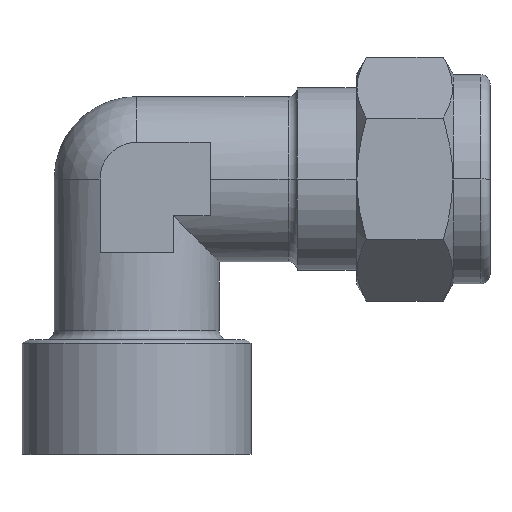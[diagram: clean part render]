
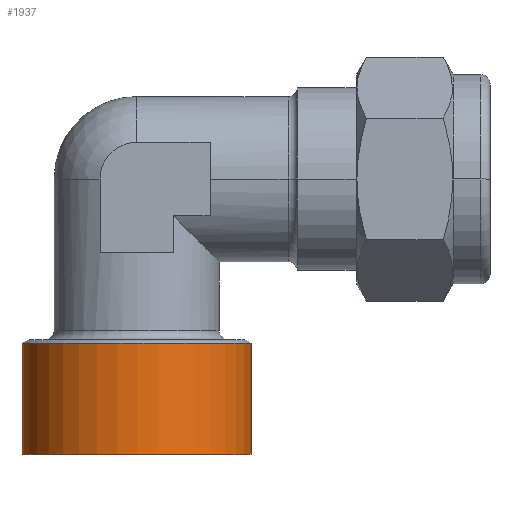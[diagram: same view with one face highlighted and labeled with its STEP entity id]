
A CAD part, top view. The second image highlights one B-rep face of the part: STEP entity #1937.
In plain terms, the highlighted cylindrical face has radius 12.5 mm (diameter 25 mm), a partial arc.
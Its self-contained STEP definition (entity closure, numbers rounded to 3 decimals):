
#48 = EDGE_LOOP ( 'NONE', ( #487, #486, #489, #488 ) ) ;
#132 = DIRECTION ( 'NONE',  ( 1., 0., 0. ) ) ;
#133 = CARTESIAN_POINT ( 'NONE',  ( 0., -3., 0. ) ) ;
#134 = DIRECTION ( 'NONE',  ( 0., -1., 0. ) ) ;
#366 = CARTESIAN_POINT ( 'NONE',  ( -12.5, 1., 0. ) ) ;
#367 = CARTESIAN_POINT ( 'NONE',  ( 12.5, 1., 0. ) ) ;
#369 = CARTESIAN_POINT ( 'NONE',  ( 12.5, 13.118, 0. ) ) ;
#373 = CARTESIAN_POINT ( 'NONE',  ( -12.5, 13.118, 0. ) ) ;
#486 = ORIENTED_EDGE ( 'NONE', *, *, #772, .T. ) ;
#487 = ORIENTED_EDGE ( 'NONE', *, *, #771, .F. ) ;
#488 = ORIENTED_EDGE ( 'NONE', *, *, #774, .F. ) ;
#489 = ORIENTED_EDGE ( 'NONE', *, *, #773, .F. ) ;
#563 = VERTEX_POINT ( 'NONE', #373 ) ;
#567 = VERTEX_POINT ( 'NONE', #369 ) ;
#569 = VERTEX_POINT ( 'NONE', #367 ) ;
#570 = VERTEX_POINT ( 'NONE', #366 ) ;
#771 = EDGE_CURVE ( 'NONE', #563, #567, #1228, .T. ) ;
#772 = EDGE_CURVE ( 'NONE', #563, #570, #1224, .T. ) ;
#773 = EDGE_CURVE ( 'NONE', #569, #570, #1230, .T. ) ;
#774 = EDGE_CURVE ( 'NONE', #567, #569, #1233, .T. ) ;
#853 = AXIS2_PLACEMENT_3D ( 'NONE', #925, #926, #927 ) ;
#854 = AXIS2_PLACEMENT_3D ( 'NONE', #929, #930, #931 ) ;
#919 = DIRECTION ( 'NONE',  ( 0., -1., 0. ) ) ;
#923 = DIRECTION ( 'NONE',  ( 0., -1., 0. ) ) ;
#924 = CARTESIAN_POINT ( 'NONE',  ( -12.5, -3., 0. ) ) ;
#925 = CARTESIAN_POINT ( 'NONE',  ( 0., 13.118, 0. ) ) ;
#926 = DIRECTION ( 'NONE',  ( 0., 1., 0. ) ) ;
#927 = DIRECTION ( 'NONE',  ( 1., 0., 0. ) ) ;
#928 = CARTESIAN_POINT ( 'NONE',  ( 12.5, -3., 0. ) ) ;
#929 = CARTESIAN_POINT ( 'NONE',  ( 0., 1., 0. ) ) ;
#930 = DIRECTION ( 'NONE',  ( 0., -1., 0. ) ) ;
#931 = DIRECTION ( 'NONE',  ( 1., 0., 0. ) ) ;
#1224 = LINE ( 'NONE', #924, #1232 ) ;
#1228 = CIRCLE ( 'NONE', #853, 12.5 ) ;
#1230 = CIRCLE ( 'NONE', #854, 12.5 ) ;
#1232 = VECTOR ( 'NONE', #919, 1000. ) ;
#1233 = LINE ( 'NONE', #928, #1235 ) ;
#1235 = VECTOR ( 'NONE', #923, 1000. ) ;
#1346 = FACE_OUTER_BOUND ( 'NONE', #48, .T. ) ;
#1355 = CYLINDRICAL_SURFACE ( 'NONE', #1432, 12.5 ) ;
#1432 = AXIS2_PLACEMENT_3D ( 'NONE', #133, #134, #132 ) ;
#1937 = ADVANCED_FACE ( 'NONE', ( #1346 ), #1355, .T. ) ;
